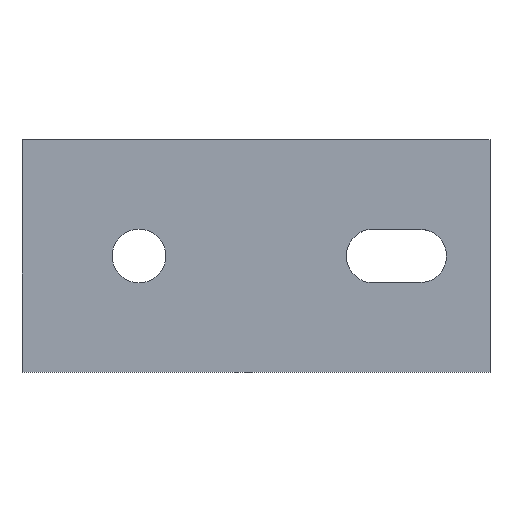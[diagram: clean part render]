
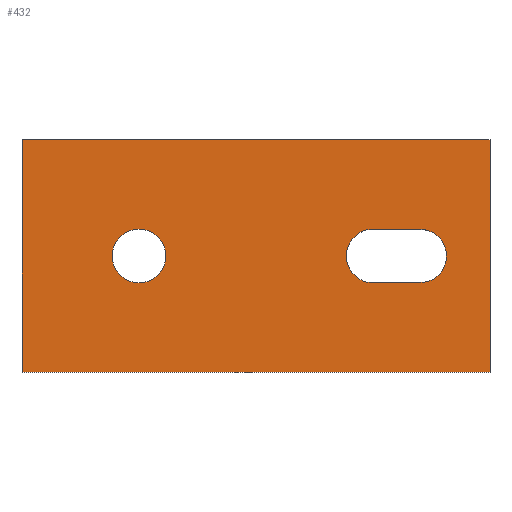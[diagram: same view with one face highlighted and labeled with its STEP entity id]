
A CAD part, top view. The second image highlights one B-rep face of the part: STEP entity #432.
In plain terms, the highlighted planar face has unit normal (0, 0, 1).
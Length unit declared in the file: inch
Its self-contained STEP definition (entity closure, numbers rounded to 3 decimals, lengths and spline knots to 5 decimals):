
#76=CARTESIAN_POINT('',(-0.17188,0.,0.25));
#77=VERTEX_POINT('',#76);
#86=CARTESIAN_POINT('',(0.17188,0.,0.25));
#87=VERTEX_POINT('',#86);
#88=CARTESIAN_POINT('',(0.0,0.,0.25));
#89=DIRECTION('',(0.0,0.0,-1.0));
#90=DIRECTION('',(-1.0,0.0,0.0));
#91=AXIS2_PLACEMENT_3D('',#88,#89,#90);
#92=CIRCLE('',#91,0.17188);
#93=EDGE_CURVE('',#87,#77,#92,.T.);
#118=CARTESIAN_POINT('',(1.51732,-0.171,0.25));
#119=VERTEX_POINT('',#118);
#128=CARTESIAN_POINT('',(1.8,-0.171,0.25));
#129=VERTEX_POINT('',#128);
#130=CARTESIAN_POINT('',(1.8,-0.171,0.25));
#131=DIRECTION('',(-1.0,0.0,0.0));
#132=VECTOR('',#131,0.28268);
#133=LINE('',#130,#132);
#134=EDGE_CURVE('',#129,#119,#133,.T.);
#168=CARTESIAN_POINT('',(1.8,0.171,0.25));
#169=VERTEX_POINT('',#168);
#170=CARTESIAN_POINT('',(1.8,0.,0.25));
#171=DIRECTION('',(0.0,0.0,-1.0));
#172=DIRECTION('',(1.0,0.0,0.0));
#173=AXIS2_PLACEMENT_3D('',#170,#171,#172);
#174=CIRCLE('',#173,0.171);
#175=EDGE_CURVE('',#169,#129,#174,.T.);
#193=CARTESIAN_POINT('',(1.51732,0.171,0.25));
#194=VERTEX_POINT('',#193);
#208=CARTESIAN_POINT('',(1.51732,0.171,0.25));
#209=DIRECTION('',(1.0,0.0,0.0));
#210=VECTOR('',#209,0.28268);
#211=LINE('',#208,#210);
#212=EDGE_CURVE('',#194,#169,#211,.T.);
#287=CARTESIAN_POINT('',(1.5,0.,0.25));
#288=DIRECTION('',(0.0,0.0,-1.0));
#289=DIRECTION('',(-1.0,0.0,0.0));
#290=AXIS2_PLACEMENT_3D('',#287,#288,#289);
#291=CIRCLE('',#290,0.17188);
#292=EDGE_CURVE('',#119,#194,#291,.T.);
#305=CARTESIAN_POINT('',(0.0,0.,0.25));
#306=DIRECTION('',(0.0,0.0,-1.0));
#307=DIRECTION('',(-1.0,0.0,0.0));
#308=AXIS2_PLACEMENT_3D('',#305,#306,#307);
#309=CIRCLE('',#308,0.17188);
#310=EDGE_CURVE('',#77,#87,#309,.T.);
#320=CARTESIAN_POINT('',(2.25,-0.745,0.25));
#321=VERTEX_POINT('',#320);
#322=CARTESIAN_POINT('',(-0.75,-0.745,0.25));
#323=VERTEX_POINT('',#322);
#324=CARTESIAN_POINT('',(2.25,-0.745,0.25));
#325=DIRECTION('',(-1.0,0.0,0.0));
#326=VECTOR('',#325,3.);
#327=LINE('',#324,#326);
#328=EDGE_CURVE('',#321,#323,#327,.T.);
#351=CARTESIAN_POINT('',(-0.75,0.745,0.25));
#352=VERTEX_POINT('',#351);
#353=CARTESIAN_POINT('',(-0.75,-0.745,0.25));
#354=DIRECTION('',(0.0,1.0,0.0));
#355=VECTOR('',#354,1.49);
#356=LINE('',#353,#355);
#357=EDGE_CURVE('',#323,#352,#356,.T.);
#375=CARTESIAN_POINT('',(2.25,0.745,0.25));
#376=VERTEX_POINT('',#375);
#377=CARTESIAN_POINT('',(-0.75,0.745,0.25));
#378=DIRECTION('',(1.0,0.0,0.0));
#379=VECTOR('',#378,3.0);
#380=LINE('',#377,#379);
#381=EDGE_CURVE('',#352,#376,#380,.T.);
#399=CARTESIAN_POINT('',(2.25,0.745,0.25));
#400=DIRECTION('',(0.0,-1.0,0.0));
#401=VECTOR('',#400,1.49);
#402=LINE('',#399,#401);
#403=EDGE_CURVE('',#376,#321,#402,.T.);
#411=CARTESIAN_POINT('',(2.25,-0.745,0.25));
#412=DIRECTION('',(0.0,0.0,-1.0));
#413=DIRECTION('',(1.0,0.0,0.0));
#414=AXIS2_PLACEMENT_3D('',#411,#412,#413);
#415=PLANE('',#414);
#416=ORIENTED_EDGE('',*,*,#328,.F.);
#417=ORIENTED_EDGE('',*,*,#403,.F.);
#418=ORIENTED_EDGE('',*,*,#381,.F.);
#419=ORIENTED_EDGE('',*,*,#357,.F.);
#420=EDGE_LOOP('',(#416,#417,#418,#419));
#421=FACE_OUTER_BOUND('',#420,.T.);
#422=ORIENTED_EDGE('',*,*,#134,.T.);
#423=ORIENTED_EDGE('',*,*,#292,.T.);
#424=ORIENTED_EDGE('',*,*,#212,.T.);
#425=ORIENTED_EDGE('',*,*,#175,.T.);
#426=EDGE_LOOP('',(#422,#423,#424,#425));
#427=FACE_BOUND('',#426,.T.);
#428=ORIENTED_EDGE('',*,*,#310,.T.);
#429=ORIENTED_EDGE('',*,*,#93,.T.);
#430=EDGE_LOOP('',(#428,#429));
#431=FACE_BOUND('',#430,.T.);
#432=ADVANCED_FACE('',(#421,#427,#431),#415,.F.);
